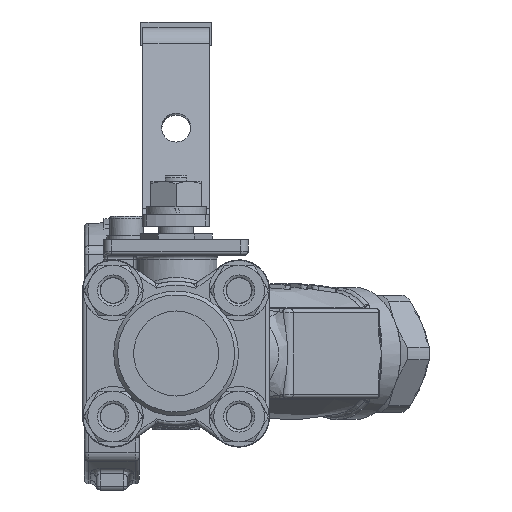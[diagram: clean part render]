
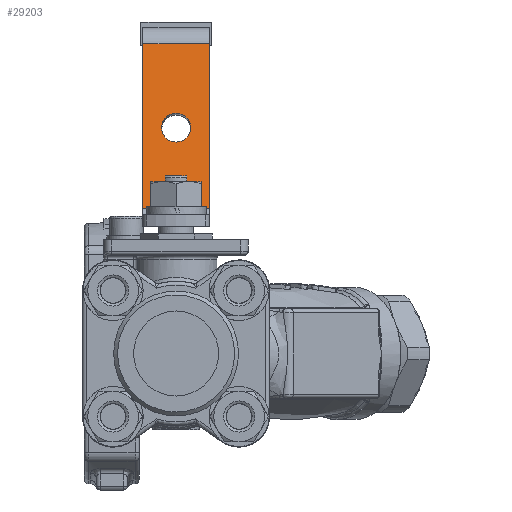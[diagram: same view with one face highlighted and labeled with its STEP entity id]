
A CAD part, left-side view. The second image highlights one B-rep face of the part: STEP entity #29203.
In plain terms, the highlighted planar face has unit normal (-0.985, 0, 0.174).
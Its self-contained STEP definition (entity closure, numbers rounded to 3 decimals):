
#2098=LINE('',#46532,#3742);
#2101=LINE('',#46563,#3745);
#2103=LINE('',#46567,#3747);
#2104=LINE('',#46568,#3748);
#3742=VECTOR('',#36270,10.);
#3745=VECTOR('',#36281,10.);
#3747=VECTOR('',#36285,10.);
#3748=VECTOR('',#36286,10.);
#6115=FACE_BOUND('',#8426,.T.);
#6605=FACE_OUTER_BOUND('',#8425,.T.);
#8425=EDGE_LOOP('',(#20886,#20887,#20888,#20889));
#8426=EDGE_LOOP('',(#20890));
#10436=CIRCLE('',#31496,3.75);
#12400=VERTEX_POINT('',#46529);
#12401=VERTEX_POINT('',#46531);
#12406=VERTEX_POINT('',#46561);
#12407=VERTEX_POINT('',#46566);
#12408=VERTEX_POINT('',#46569);
#15574=EDGE_CURVE('',#12400,#12401,#2098,.T.);
#15581=EDGE_CURVE('',#12406,#12400,#2101,.T.);
#15583=EDGE_CURVE('',#12407,#12406,#2103,.T.);
#15584=EDGE_CURVE('',#12401,#12407,#2104,.T.);
#15585=EDGE_CURVE('',#12408,#12408,#10436,.T.);
#20886=ORIENTED_EDGE('',*,*,#15581,.F.);
#20887=ORIENTED_EDGE('',*,*,#15583,.F.);
#20888=ORIENTED_EDGE('',*,*,#15584,.F.);
#20889=ORIENTED_EDGE('',*,*,#15574,.F.);
#20890=ORIENTED_EDGE('',*,*,#15585,.T.);
#28322=PLANE('',#31495);
#29203=ADVANCED_FACE('',(#6605,#6115),#28322,.T.);
#31495=AXIS2_PLACEMENT_3D('',#46565,#36283,#36284);
#31496=AXIS2_PLACEMENT_3D('',#46570,#36287,#36288);
#36270=DIRECTION('',(0.174,0.,0.985));
#36281=DIRECTION('',(0.,1.,0.));
#36283=DIRECTION('center_axis',(-0.985,0.,
0.174));
#36284=DIRECTION('ref_axis',(0.174,0.,0.985));
#36285=DIRECTION('',(-0.174,0.,-0.985));
#36286=DIRECTION('',(0.,-1.,0.));
#36287=DIRECTION('center_axis',(0.985,0.,
-0.174));
#36288=DIRECTION('ref_axis',(-0.174,0.,-0.985));
#46529=CARTESIAN_POINT('',(-175.393,37.663,37.503));
#46531=CARTESIAN_POINT('',(-167.967,37.663,79.62));
#46532=CARTESIAN_POINT('',(-175.685,37.663,35.85));
#46561=CARTESIAN_POINT('',(-175.393,20.663,37.503));
#46563=CARTESIAN_POINT('',(-175.393,29.163,37.503));
#46565=CARTESIAN_POINT('Origin',(-175.685,29.163,35.85));
#46566=CARTESIAN_POINT('',(-167.967,20.663,79.62));
#46567=CARTESIAN_POINT('',(-175.685,20.663,35.85));
#46568=CARTESIAN_POINT('',(-167.967,29.163,79.62));
#46569=CARTESIAN_POINT('',(-171.102,29.163,61.843));
#46570=CARTESIAN_POINT('Origin',(-171.753,29.163,58.15));
